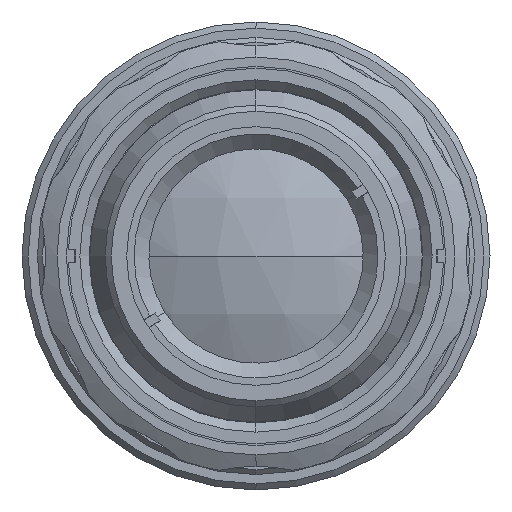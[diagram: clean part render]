
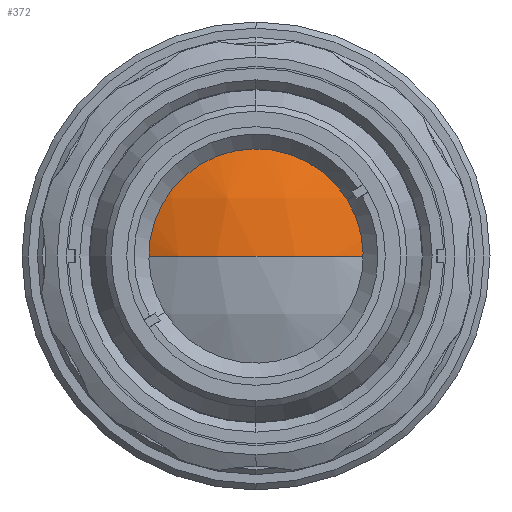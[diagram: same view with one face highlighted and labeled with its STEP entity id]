
A CAD part, left-side view. The second image highlights one B-rep face of the part: STEP entity #372.
In plain terms, the highlighted spherical face has radius 43.3 mm.
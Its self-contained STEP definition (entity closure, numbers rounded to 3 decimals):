
#89 = DIRECTION ( 'NONE',  ( 0., 0., -1. ) ) ;
#372 = ADVANCED_FACE ( 'NONE', ( #2205 ), #3951, .T. ) ;
#684 = DIRECTION ( 'NONE',  ( 1., 0., 0. ) ) ;
#718 = CARTESIAN_POINT ( 'NONE',  ( -165.109, -18.5, 0. ) ) ;
#812 = CIRCLE ( 'NONE', #2934, 18.5 ) ;
#813 = CIRCLE ( 'NONE', #2867, 43.3 ) ;
#986 = EDGE_CURVE ( 'NONE', #3833, #2259, #812, .T. ) ;
#1107 = ORIENTED_EDGE ( 'NONE', *, *, #1987, .F. ) ;
#1266 = EDGE_LOOP ( 'NONE', ( #1107, #2878, #4321 ) ) ;
#1629 = EDGE_CURVE ( 'NONE', #2983, #2259, #2290, .T. ) ;
#1670 = DIRECTION ( 'NONE',  ( 0., 0., 1. ) ) ;
#1681 = DIRECTION ( 'NONE',  ( 0., 1., 0. ) ) ;
#1955 = DIRECTION ( 'NONE',  ( 0., -1., 0. ) ) ;
#1987 = EDGE_CURVE ( 'NONE', #2983, #3833, #813, .T. ) ;
#2205 = FACE_OUTER_BOUND ( 'NONE', #1266, .T. ) ;
#2259 = VERTEX_POINT ( 'NONE', #718 ) ;
#2290 = CIRCLE ( 'NONE', #3096, 43.3 ) ;
#2327 = DIRECTION ( 'NONE',  ( 0., 0., 1. ) ) ;
#2627 = DIRECTION ( 'NONE',  ( 0., 0., -1. ) ) ;
#2867 = AXIS2_PLACEMENT_3D ( 'NONE', #3489, #89, #3860 ) ;
#2878 = ORIENTED_EDGE ( 'NONE', *, *, #1629, .T. ) ;
#2934 = AXIS2_PLACEMENT_3D ( 'NONE', #3720, #684, #2627 ) ;
#2983 = VERTEX_POINT ( 'NONE', #3874 ) ;
#3096 = AXIS2_PLACEMENT_3D ( 'NONE', #3371, #1670, #1955 ) ;
#3371 = CARTESIAN_POINT ( 'NONE',  ( -125.96, 0., 0. ) ) ;
#3489 = CARTESIAN_POINT ( 'NONE',  ( -125.96, 0., 0. ) ) ;
#3634 = CARTESIAN_POINT ( 'NONE',  ( -125.96, 0., 0. ) ) ;
#3720 = CARTESIAN_POINT ( 'NONE',  ( -165.109, 0., 0. ) ) ;
#3799 = CARTESIAN_POINT ( 'NONE',  ( -165.109, 18.5, 0. ) ) ;
#3833 = VERTEX_POINT ( 'NONE', #3799 ) ;
#3860 = DIRECTION ( 'NONE',  ( -1., 0., 0. ) ) ;
#3874 = CARTESIAN_POINT ( 'NONE',  ( -169.26, 0., 0. ) ) ;
#3926 = AXIS2_PLACEMENT_3D ( 'NONE', #3634, #2327, #1681 ) ;
#3951 = SPHERICAL_SURFACE ( 'NONE', #3926, 43.3 ) ;
#4321 = ORIENTED_EDGE ( 'NONE', *, *, #986, .F. ) ;
